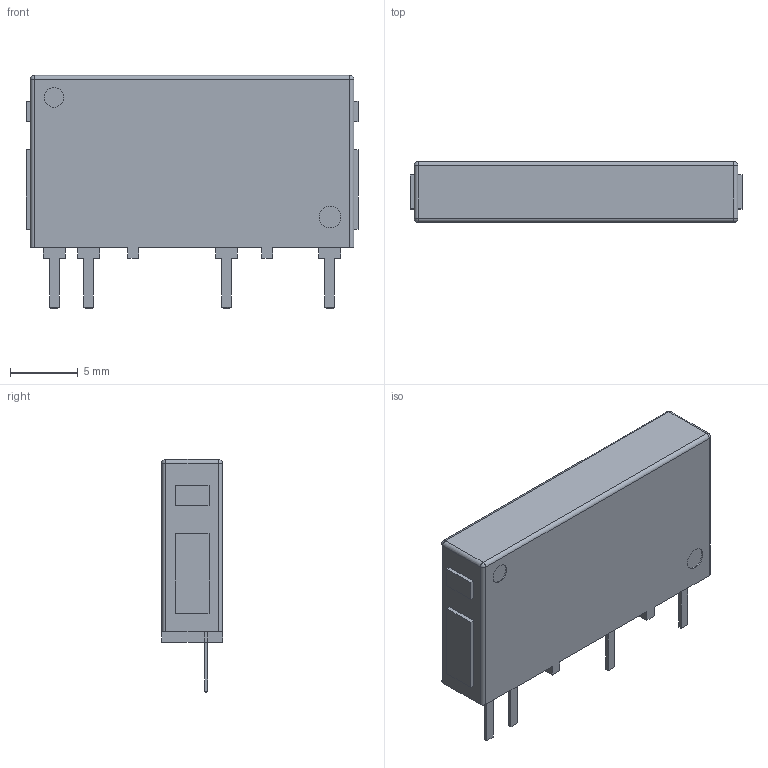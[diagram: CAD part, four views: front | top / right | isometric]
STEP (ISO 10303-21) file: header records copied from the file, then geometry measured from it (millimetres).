
FILE_DESCRIPTION (( 'STEP AP214' ), '1' );
FILE_NAME ('RELAYS-TH_AQG22205.step', '2022-07-09T14:27:14', ( '' ), ( '' ), 'SwSTEP 2.0', 'SolidWorks 2020', '' );
FILE_SCHEMA (( 'AUTOMOTIVE_DESIGN' ));
Length unit declared in the file: millimetre
Products named in the file (1): RELAYS-TH_AQG22205
Bounding box: 24.5 x 4.51 x 17.2 mm (x, y, z)
Volume: 1384.1 mm3; surface area: 997.6 mm2
Topology: 1 solids, 1 shells, 388 faces, 1026 edges, 672 vertices
Faces by surface type: plane 258, bspline 114, cylinder 12, sphere 4
Entity records: 16288 total; most frequent: CARTESIAN_POINT 4445, ORIENTED_EDGE 2044, DIRECTION 1364, EDGE_CURVE 1022, LINE 766, VECTOR 766, VERTEX_POINT 672, EDGE_LOOP 424
